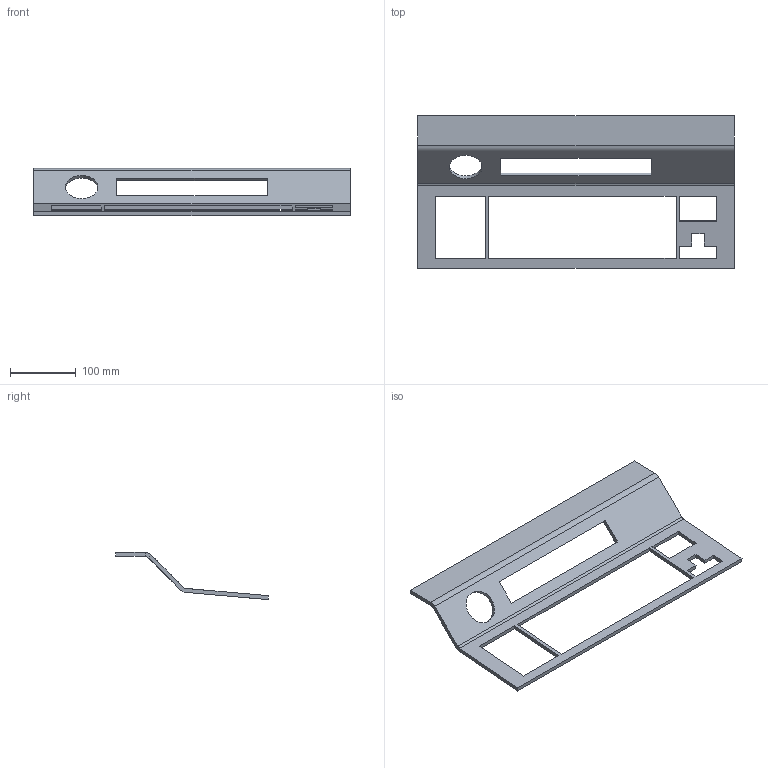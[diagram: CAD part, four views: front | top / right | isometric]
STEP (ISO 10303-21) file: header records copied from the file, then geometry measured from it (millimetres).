
FILE_DESCRIPTION(/* description */ (''),/* implementation_level */ '2;1');
FILE_NAME(/* name */ 'Case top.step',/* time_stamp */ '2022-03-30T01:09:38+02:00',/* author */ (''),/* organization */ (''),/* preprocessor_version */ 'ST-DEVELOPER v18.1',/* originating_system */ 'Autodesk Translation Framework v10.14.0.1471',/* authorisation */ '');
FILE_SCHEMA (('AUTOMOTIVE_DESIGN { 1 0 10303 214 3 1 1 }'));
Length unit declared in the file: millimetre
Products named in the file (3): V01; V2; Front wall
Assembly tree (2 placements, depth 2):
  V01
    V2
    Front wall
Bounding box: 482.63 x 232.66 x 71.85 mm (x, y, z)
Volume: 445257.8 mm3; surface area: 170327.4 mm2
Topology: 1 solids, 1 shells, 43 faces, 115 edges, 74 vertices
Faces by surface type: plane 38, cylinder 5
Full cylindrical faces by diameter (mm): 50 x1
Entity records: 1437 total; most frequent: CARTESIAN_POINT 237, ORIENTED_EDGE 230, DIRECTION 221, EDGE_CURVE 115, LINE 105, VECTOR 105, VERTEX_POINT 74, AXIS2_PLACEMENT_3D 58
